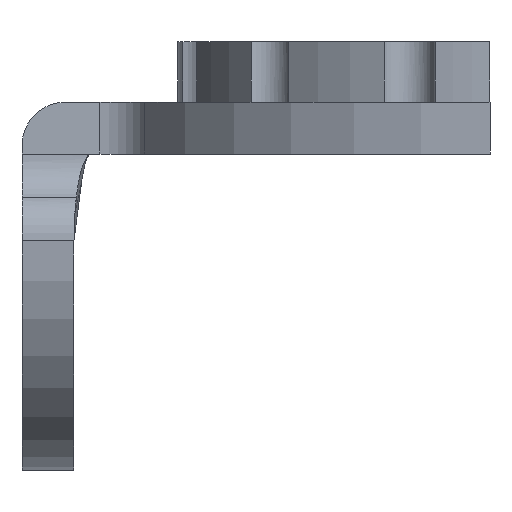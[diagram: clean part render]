
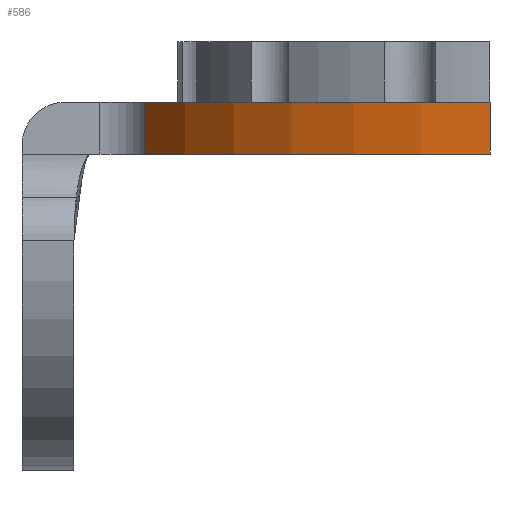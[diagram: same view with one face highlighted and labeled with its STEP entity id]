
A CAD part, front view. The second image highlights one B-rep face of the part: STEP entity #586.
In plain terms, the highlighted cylindrical face has radius 46 mm (diameter 92 mm), a partial arc.
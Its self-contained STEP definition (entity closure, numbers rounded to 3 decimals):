
#65 = CARTESIAN_POINT ( 'NONE',  ( 0., -46., -39.48 ) ) ;
#183 = VERTEX_POINT ( 'NONE', #1695 ) ;
#228 = DIRECTION ( 'NONE',  ( 0., 0., -1. ) ) ;
#473 = VECTOR ( 'NONE', #1253, 1000. ) ;
#474 = ORIENTED_EDGE ( 'NONE', *, *, #1843, .F. ) ;
#557 = CARTESIAN_POINT ( 'NONE',  ( 0., 0., 3. ) ) ;
#586 = ADVANCED_FACE ( 'NONE', ( #2475 ), #3196, .T. ) ;
#666 = DIRECTION ( 'NONE',  ( -1., 0., 0. ) ) ;
#1114 = EDGE_CURVE ( 'NONE', #2789, #183, #2721, .T. ) ;
#1243 = CARTESIAN_POINT ( 'NONE',  ( -39.84, -22.996, -2.98 ) ) ;
#1253 = DIRECTION ( 'NONE',  ( 0., 0., 1. ) ) ;
#1305 = AXIS2_PLACEMENT_3D ( 'NONE', #1701, #228, #666 ) ;
#1343 = LINE ( 'NONE', #65, #2745 ) ;
#1464 = LINE ( 'NONE', #2239, #473 ) ;
#1590 = ORIENTED_EDGE ( 'NONE', *, *, #1114, .F. ) ;
#1695 = CARTESIAN_POINT ( 'NONE',  ( 0., -46., 3. ) ) ;
#1701 = CARTESIAN_POINT ( 'NONE',  ( 0., 0., 3. ) ) ;
#1767 = DIRECTION ( 'NONE',  ( 0., 0., 1. ) ) ;
#1827 = DIRECTION ( 'NONE',  ( 0., 0., 1. ) ) ;
#1843 = EDGE_CURVE ( 'NONE', #3070, #2789, #1464, .T. ) ;
#1906 = DIRECTION ( 'NONE',  ( 0., 0., 1. ) ) ;
#1918 = ORIENTED_EDGE ( 'NONE', *, *, #2799, .T. ) ;
#2008 = AXIS2_PLACEMENT_3D ( 'NONE', #2179, #1906, #2653 ) ;
#2103 = CIRCLE ( 'NONE', #2008, 46. ) ;
#2161 = CARTESIAN_POINT ( 'NONE',  ( -39.84, -22.996, 3. ) ) ;
#2179 = CARTESIAN_POINT ( 'NONE',  ( 0., 0., -2.98 ) ) ;
#2238 = ORIENTED_EDGE ( 'NONE', *, *, #2279, .T. ) ;
#2239 = CARTESIAN_POINT ( 'NONE',  ( -39.84, -22.996, -2.98 ) ) ;
#2257 = AXIS2_PLACEMENT_3D ( 'NONE', #557, #1827, #2833 ) ;
#2279 = EDGE_CURVE ( 'NONE', #2486, #183, #1343, .T. ) ;
#2377 = CARTESIAN_POINT ( 'NONE',  ( 0., -46., -2.98 ) ) ;
#2475 = FACE_OUTER_BOUND ( 'NONE', #2578, .T. ) ;
#2486 = VERTEX_POINT ( 'NONE', #2377 ) ;
#2578 = EDGE_LOOP ( 'NONE', ( #1918, #2238, #1590, #474 ) ) ;
#2653 = DIRECTION ( 'NONE',  ( 1., 0., 0. ) ) ;
#2721 = CIRCLE ( 'NONE', #2257, 46. ) ;
#2745 = VECTOR ( 'NONE', #1767, 1000. ) ;
#2789 = VERTEX_POINT ( 'NONE', #2161 ) ;
#2799 = EDGE_CURVE ( 'NONE', #3070, #2486, #2103, .T. ) ;
#2833 = DIRECTION ( 'NONE',  ( 1., 0., 0. ) ) ;
#3070 = VERTEX_POINT ( 'NONE', #1243 ) ;
#3196 = CYLINDRICAL_SURFACE ( 'NONE', #1305, 46. ) ;
